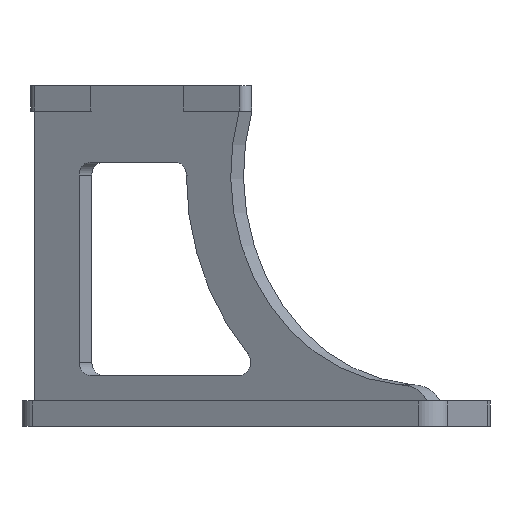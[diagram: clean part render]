
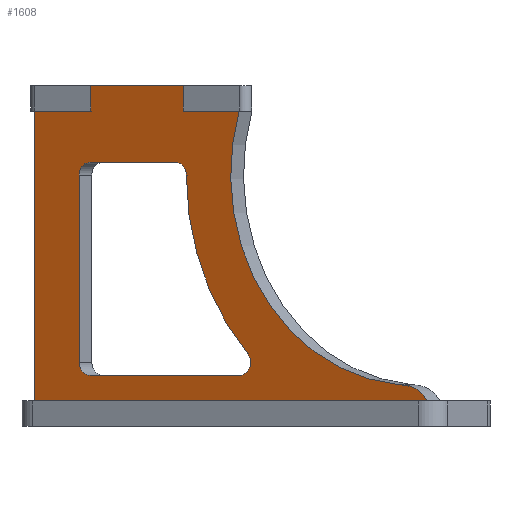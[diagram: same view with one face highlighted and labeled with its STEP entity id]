
A CAD part, left-side view. The second image highlights one B-rep face of the part: STEP entity #1608.
In plain terms, the highlighted planar face has unit normal (-0.866, 0.5, 0).
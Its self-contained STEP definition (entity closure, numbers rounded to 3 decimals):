
#56=FACE_BOUND('',#277,.T.);
#92=CIRCLE('',#1720,3.);
#94=CIRCLE('',#1724,3.);
#96=CIRCLE('',#1728,3.);
#98=CIRCLE('',#1731,61.385);
#100=CIRCLE('',#1734,3.);
#102=CIRCLE('',#1737,8.);
#104=CIRCLE('',#1740,7.601);
#106=CIRCLE('',#1744,5.);
#108=CIRCLE('',#1753,49.385);
#187=FACE_OUTER_BOUND('',#276,.T.);
#276=EDGE_LOOP('',(#1333,#1334,#1335,#1336,#1337,#1338,#1339,#1340,#1341,
#1342,#1343,#1344));
#277=EDGE_LOOP('',(#1345,#1346,#1347,#1348,#1349,#1350,#1351,#1352));
#391=LINE('',#2491,#560);
#396=LINE('',#2505,#565);
#400=LINE('',#2517,#569);
#408=LINE('',#2553,#577);
#412=LINE('',#2565,#581);
#415=LINE('',#2571,#584);
#418=LINE('',#2577,#587);
#421=LINE('',#2583,#590);
#424=LINE('',#2589,#593);
#427=LINE('',#2595,#596);
#431=LINE('',#2606,#600);
#560=VECTOR('',#2021,10.);
#565=VECTOR('',#2034,10.);
#569=VECTOR('',#2046,10.);
#577=VECTOR('',#2086,10.);
#581=VECTOR('',#2098,10.);
#584=VECTOR('',#2103,10.);
#587=VECTOR('',#2108,10.);
#590=VECTOR('',#2113,10.);
#593=VECTOR('',#2118,10.);
#596=VECTOR('',#2123,10.);
#600=VECTOR('',#2135,10.);
#720=VERTEX_POINT('',#2489);
#721=VERTEX_POINT('',#2490);
#724=VERTEX_POINT('',#2498);
#726=VERTEX_POINT('',#2504);
#728=VERTEX_POINT('',#2510);
#730=VERTEX_POINT('',#2516);
#732=VERTEX_POINT('',#2522);
#734=VERTEX_POINT('',#2528);
#736=VERTEX_POINT('',#2537);
#737=VERTEX_POINT('',#2538);
#740=VERTEX_POINT('',#2546);
#742=VERTEX_POINT('',#2552);
#744=VERTEX_POINT('',#2558);
#746=VERTEX_POINT('',#2564);
#748=VERTEX_POINT('',#2570);
#750=VERTEX_POINT('',#2576);
#752=VERTEX_POINT('',#2582);
#754=VERTEX_POINT('',#2588);
#756=VERTEX_POINT('',#2594);
#758=VERTEX_POINT('',#2600);
#911=EDGE_CURVE('',#720,#721,#391,.T.);
#915=EDGE_CURVE('',#724,#720,#92,.T.);
#918=EDGE_CURVE('',#726,#724,#396,.T.);
#921=EDGE_CURVE('',#728,#726,#94,.T.);
#924=EDGE_CURVE('',#730,#728,#400,.T.);
#927=EDGE_CURVE('',#732,#730,#96,.T.);
#930=EDGE_CURVE('',#734,#732,#98,.T.);
#933=EDGE_CURVE('',#721,#734,#100,.T.);
#935=EDGE_CURVE('',#736,#737,#102,.T.);
#939=EDGE_CURVE('',#737,#740,#104,.T.);
#942=EDGE_CURVE('',#742,#740,#408,.T.);
#945=EDGE_CURVE('',#742,#744,#106,.T.);
#948=EDGE_CURVE('',#746,#744,#412,.T.);
#951=EDGE_CURVE('',#746,#748,#415,.T.);
#954=EDGE_CURVE('',#750,#748,#418,.T.);
#957=EDGE_CURVE('',#752,#750,#421,.T.);
#960=EDGE_CURVE('',#754,#752,#424,.T.);
#963=EDGE_CURVE('',#754,#756,#427,.T.);
#966=EDGE_CURVE('',#758,#756,#108,.T.);
#969=EDGE_CURVE('',#758,#736,#431,.T.);
#1333=ORIENTED_EDGE('',*,*,#969,.F.);
#1334=ORIENTED_EDGE('',*,*,#966,.T.);
#1335=ORIENTED_EDGE('',*,*,#963,.F.);
#1336=ORIENTED_EDGE('',*,*,#960,.T.);
#1337=ORIENTED_EDGE('',*,*,#957,.T.);
#1338=ORIENTED_EDGE('',*,*,#954,.T.);
#1339=ORIENTED_EDGE('',*,*,#951,.F.);
#1340=ORIENTED_EDGE('',*,*,#948,.T.);
#1341=ORIENTED_EDGE('',*,*,#945,.F.);
#1342=ORIENTED_EDGE('',*,*,#942,.T.);
#1343=ORIENTED_EDGE('',*,*,#939,.F.);
#1344=ORIENTED_EDGE('',*,*,#935,.F.);
#1345=ORIENTED_EDGE('',*,*,#911,.F.);
#1346=ORIENTED_EDGE('',*,*,#915,.F.);
#1347=ORIENTED_EDGE('',*,*,#918,.F.);
#1348=ORIENTED_EDGE('',*,*,#921,.F.);
#1349=ORIENTED_EDGE('',*,*,#924,.F.);
#1350=ORIENTED_EDGE('',*,*,#927,.F.);
#1351=ORIENTED_EDGE('',*,*,#930,.F.);
#1352=ORIENTED_EDGE('',*,*,#933,.F.);
#1531=PLANE('',#1756);
#1608=ADVANCED_FACE('',(#187,#56),#1531,.F.);
#1720=AXIS2_PLACEMENT_3D('',#2499,#2027,#2028);
#1724=AXIS2_PLACEMENT_3D('',#2511,#2039,#2040);
#1728=AXIS2_PLACEMENT_3D('',#2523,#2051,#2052);
#1731=AXIS2_PLACEMENT_3D('',#2529,#2058,#2059);
#1734=AXIS2_PLACEMENT_3D('',#2534,#2065,#2066);
#1737=AXIS2_PLACEMENT_3D('',#2539,#2071,#2072);
#1740=AXIS2_PLACEMENT_3D('',#2547,#2079,#2080);
#1744=AXIS2_PLACEMENT_3D('',#2559,#2091,#2092);
#1753=AXIS2_PLACEMENT_3D('',#2601,#2128,#2129);
#1756=AXIS2_PLACEMENT_3D('',#2608,#2137,#2138);
#2021=DIRECTION('',(-0.5,-0.866,0.));
#2027=DIRECTION('center_axis',(-0.866,0.5,0.));
#2028=DIRECTION('ref_axis',(0.,0.,
-1.));
#2034=DIRECTION('',(0.,0.,-1.));
#2039=DIRECTION('center_axis',(-0.866,0.5,0.));
#2040=DIRECTION('ref_axis',(0.5,0.866,0.));
#2046=DIRECTION('',(0.5,0.866,0.));
#2051=DIRECTION('center_axis',(-0.866,0.5,0.));
#2052=DIRECTION('ref_axis',(0.,0.,
1.));
#2058=DIRECTION('center_axis',(0.866,-0.5,0.));
#2059=DIRECTION('ref_axis',(0.365,0.631,-0.684));
#2065=DIRECTION('center_axis',(-0.866,0.5,0.));
#2066=DIRECTION('ref_axis',(-0.365,-0.631,0.684));
#2071=DIRECTION('center_axis',(0.866,-0.5,0.));
#2072=DIRECTION('ref_axis',(-0.042,-0.073,0.996));
#2079=DIRECTION('center_axis',(0.866,-0.5,0.));
#2080=DIRECTION('ref_axis',(-0.498,-0.863,-0.084));
#2086=DIRECTION('',(-0.5,-0.866,0.));
#2091=DIRECTION('center_axis',(0.866,-0.5,0.));
#2092=DIRECTION('ref_axis',(0.,0.,-1.));
#2098=DIRECTION('',(0.,0.,-1.));
#2103=DIRECTION('',(-0.5,-0.866,0.));
#2108=DIRECTION('',(0.,0.,-1.));
#2113=DIRECTION('',(0.5,0.866,0.));
#2118=DIRECTION('',(0.,0.,1.));
#2123=DIRECTION('',(-0.5,-0.866,0.));
#2128=DIRECTION('center_axis',(0.866,-0.5,0.));
#2129=DIRECTION('ref_axis',(0.042,0.073,-0.996));
#2135=DIRECTION('',(-0.498,-0.863,-0.084));
#2137=DIRECTION('center_axis',(0.866,-0.5,0.));
#2138=DIRECTION('ref_axis',(0.5,0.866,0.));
#2489=CARTESIAN_POINT('',(10.367,57.163,-62.));
#2490=CARTESIAN_POINT('',(-9.887,22.083,-62.));
#2491=CARTESIAN_POINT('',(0.64,40.316,-62.));
#2498=CARTESIAN_POINT('',(11.867,59.761,-59.));
#2499=CARTESIAN_POINT('Origin',(10.367,57.163,-59.));
#2504=CARTESIAN_POINT('',(11.867,59.761,-15.));
#2505=CARTESIAN_POINT('',(11.867,59.761,-24.5));
#2510=CARTESIAN_POINT('',(10.367,57.163,-12.));
#2511=CARTESIAN_POINT('Origin',(10.367,57.163,-15.));
#2516=CARTESIAN_POINT('',(-1.167,37.186,-12.));
#2517=CARTESIAN_POINT('',(-5.127,30.328,-12.));
#2522=CARTESIAN_POINT('',(-2.667,34.588,-14.997));
#2523=CARTESIAN_POINT('Origin',(-1.167,37.186,-15.));
#2528=CARTESIAN_POINT('',(-10.98,20.189,-56.947));
#2529=CARTESIAN_POINT('Origin',(-33.36,-18.574,-14.938));
#2534=CARTESIAN_POINT('Origin',(-9.887,22.083,-59.));
#2537=CARTESIAN_POINT('',(-32.275,-16.695,-64.316));
#2538=CARTESIAN_POINT('',(-35.922,-23.011,-71.568));
#2539=CARTESIAN_POINT('Origin',(-31.938,-16.111,-72.287));
#2546=CARTESIAN_POINT('',(-35.348,-22.017,-74.));
#2547=CARTESIAN_POINT('Origin',(-32.252,-16.655,-69.59));
#2552=CARTESIAN_POINT('',(15.367,65.823,-74.));
#2553=CARTESIAN_POINT('',(-32.133,-16.449,-74.));
#2558=CARTESIAN_POINT('',(17.867,70.153,-69.));
#2559=CARTESIAN_POINT('Origin',(15.367,65.823,-69.));
#2564=CARTESIAN_POINT('',(17.867,70.153,0.));
#2565=CARTESIAN_POINT('',(17.867,70.153,0.));
#2570=CARTESIAN_POINT('',(10.271,56.998,0.));
#2571=CARTESIAN_POINT('',(17.867,70.153,0.));
#2576=CARTESIAN_POINT('',(10.271,56.998,6.));
#2577=CARTESIAN_POINT('',(10.271,56.998,6.));
#2582=CARTESIAN_POINT('',(-2.229,35.347,6.));
#2583=CARTESIAN_POINT('',(-2.229,35.347,6.));
#2588=CARTESIAN_POINT('',(-2.229,35.347,0.));
#2589=CARTESIAN_POINT('',(-2.229,35.347,0.));
#2594=CARTESIAN_POINT('',(-9.824,22.192,0.));
#2595=CARTESIAN_POINT('',(-2.229,35.347,0.));
#2600=CARTESIAN_POINT('',(-31.279,-14.969,-64.147));
#2601=CARTESIAN_POINT('Origin',(-33.36,-18.574,-14.938));
#2606=CARTESIAN_POINT('',(-31.279,-14.969,-64.147));
#2608=CARTESIAN_POINT('Origin',(-9.086,23.47,-34.));
